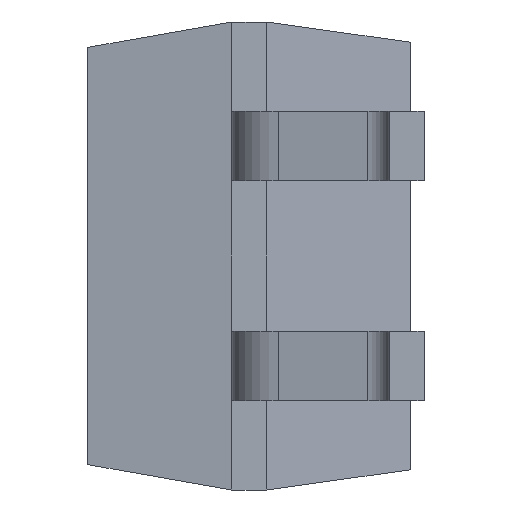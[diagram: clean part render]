
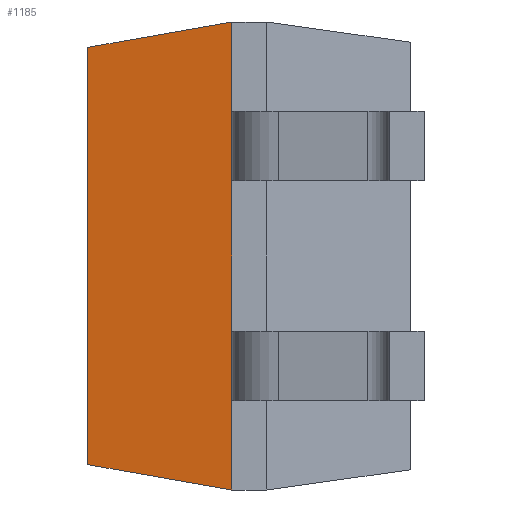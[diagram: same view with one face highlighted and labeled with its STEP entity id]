
A CAD part, left-side view. The second image highlights one B-rep face of the part: STEP entity #1185.
In plain terms, the highlighted planar face has unit normal (-0.99, 0.139, 0).
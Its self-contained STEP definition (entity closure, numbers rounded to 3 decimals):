
#90 = CARTESIAN_POINT ( 'NONE',  ( -2.2, 0., 0. ) ) ;
#91 = DIRECTION ( 'NONE',  ( 0., 0., 1. ) ) ;
#146 = CARTESIAN_POINT ( 'NONE',  ( -2.2, 0., 0. ) ) ;
#147 = DIRECTION ( 'NONE',  ( 0., 0., -1. ) ) ;
#173 = CARTESIAN_POINT ( 'NONE',  ( -2.2, 0., 0. ) ) ;
#174 = DIRECTION ( 'NONE',  ( 0., 0., 1. ) ) ;
#279 = EDGE_LOOP ( 'NONE', ( #1227, #1228, #1288, #353, #459, #420, #382, #394 ) ) ;
#353 = ORIENTED_EDGE ( 'NONE', *, *, #1643, .T. ) ;
#382 = ORIENTED_EDGE ( 'NONE', *, *, #1583, .F. ) ;
#394 = ORIENTED_EDGE ( 'NONE', *, *, #1644, .T. ) ;
#420 = ORIENTED_EDGE ( 'NONE', *, *, #1748, .F. ) ;
#459 = ORIENTED_EDGE ( 'NONE', *, *, #1883, .T. ) ;
#493 = VERTEX_POINT ( 'NONE', #605 ) ;
#497 = VERTEX_POINT ( 'NONE', #609 ) ;
#504 = VERTEX_POINT ( 'NONE', #616 ) ;
#507 = VERTEX_POINT ( 'NONE', #619 ) ;
#534 = VERTEX_POINT ( 'NONE', #646 ) ;
#558 = VERTEX_POINT ( 'NONE', #670 ) ;
#568 = VERTEX_POINT ( 'NONE', #680 ) ;
#571 = VERTEX_POINT ( 'NONE', #683 ) ;
#605 = CARTESIAN_POINT ( 'NONE',  ( -2.083, 0.83, -1.204 ) ) ;
#609 = CARTESIAN_POINT ( 'NONE',  ( -2.2, 0., -0.435 ) ) ;
#616 = CARTESIAN_POINT ( 'NONE',  ( -2.2, 0., 1.35 ) ) ;
#619 = CARTESIAN_POINT ( 'NONE',  ( -2.083, 0.83, 1.204 ) ) ;
#646 = CARTESIAN_POINT ( 'NONE',  ( -2.2, 0., -1.35 ) ) ;
#670 = CARTESIAN_POINT ( 'NONE',  ( -2.2, 0., 0.835 ) ) ;
#680 = CARTESIAN_POINT ( 'NONE',  ( -2.2, 0., 0.435 ) ) ;
#683 = CARTESIAN_POINT ( 'NONE',  ( -2.2, 0., -0.835 ) ) ;
#959 = CARTESIAN_POINT ( 'NONE',  ( -2.2, 0., 0. ) ) ;
#964 = PLANE ( 'NONE',  #1821 ) ;
#968 = DIRECTION ( 'NONE',  ( -0.99, 0.139, 0. ) ) ;
#969 = DIRECTION ( 'NONE',  ( -0.139, -0.99, 0. ) ) ;
#977 = CARTESIAN_POINT ( 'NONE',  ( -2.083, 0.83, 0. ) ) ;
#980 = DIRECTION ( 'NONE',  ( 0., 0., 1. ) ) ;
#1016 = CARTESIAN_POINT ( 'NONE',  ( -2.168, 0.227, -1.31 ) ) ;
#1022 = CARTESIAN_POINT ( 'NONE',  ( -2.2, 0., 0. ) ) ;
#1023 = DIRECTION ( 'NONE',  ( 0., 0., 1. ) ) ;
#1025 = DIRECTION ( 'NONE',  ( -0.137, -0.976, -0.172 ) ) ;
#1032 = CARTESIAN_POINT ( 'NONE',  ( -2.2, 0., 0. ) ) ;
#1035 = DIRECTION ( 'NONE',  ( 0., 0., 1. ) ) ;
#1185 = ADVANCED_FACE ( 'NONE', ( #1331 ), #964, .T. ) ;
#1227 = ORIENTED_EDGE ( 'NONE', *, *, #1847, .T. ) ;
#1228 = ORIENTED_EDGE ( 'NONE', *, *, #1872, .F. ) ;
#1273 = LINE ( 'NONE', #1022, #1275 ) ;
#1275 = VECTOR ( 'NONE', #1023, 1000. ) ;
#1288 = ORIENTED_EDGE ( 'NONE', *, *, #1653, .T. ) ;
#1321 = LINE ( 'NONE', #977, #1349 ) ;
#1327 = VECTOR ( 'NONE', #1035, 1000. ) ;
#1331 = FACE_OUTER_BOUND ( 'NONE', #279, .T. ) ;
#1349 = VECTOR ( 'NONE', #980, 1000. ) ;
#1392 = LINE ( 'NONE', #1016, #1409 ) ;
#1400 = LINE ( 'NONE', #1032, #1327 ) ;
#1409 = VECTOR ( 'NONE', #1025, 1000. ) ;
#1569 = CARTESIAN_POINT ( 'NONE',  ( -2.159, 0.294, 1.298 ) ) ;
#1583 = EDGE_CURVE ( 'NONE', #493, #507, #1321, .T. ) ;
#1643 = EDGE_CURVE ( 'NONE', #568, #558, #1273, .T. ) ;
#1644 = EDGE_CURVE ( 'NONE', #493, #534, #1392, .T. ) ;
#1653 = EDGE_CURVE ( 'NONE', #497, #568, #1400, .T. ) ;
#1748 = EDGE_CURVE ( 'NONE', #507, #504, #2139, .T. ) ;
#1821 = AXIS2_PLACEMENT_3D ( 'NONE', #959, #968, #969 ) ;
#1847 = EDGE_CURVE ( 'NONE', #534, #571, #2171, .T. ) ;
#1872 = EDGE_CURVE ( 'NONE', #497, #571, #2040, .T. ) ;
#1883 = EDGE_CURVE ( 'NONE', #558, #504, #1999, .T. ) ;
#1894 = DIRECTION ( 'NONE',  ( -0.137, -0.976, 0.172 ) ) ;
#1986 = VECTOR ( 'NONE', #174, 1000. ) ;
#1999 = LINE ( 'NONE', #173, #1986 ) ;
#2020 = VECTOR ( 'NONE', #1894, 1000. ) ;
#2040 = LINE ( 'NONE', #146, #2042 ) ;
#2042 = VECTOR ( 'NONE', #147, 1000. ) ;
#2073 = VECTOR ( 'NONE', #91, 1000. ) ;
#2139 = LINE ( 'NONE', #1569, #2020 ) ;
#2171 = LINE ( 'NONE', #90, #2073 ) ;
